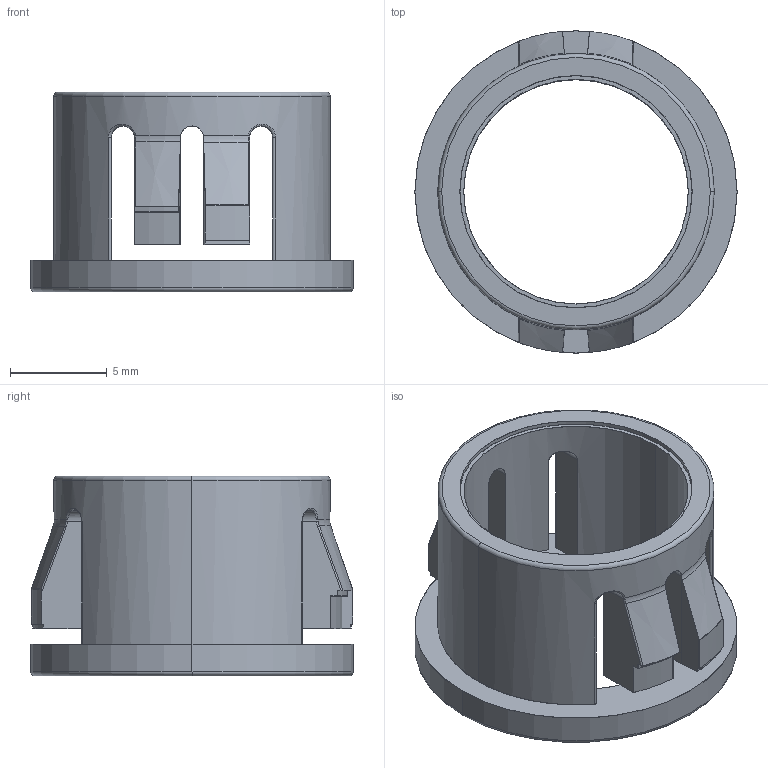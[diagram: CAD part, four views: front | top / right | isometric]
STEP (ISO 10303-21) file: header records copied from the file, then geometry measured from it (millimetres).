
FILE_DESCRIPTION (( 'STEP AP203' ), '1' );
FILE_NAME ('2911-0014-0001.STEP', '2018-06-04T15:22:22', ( '' ), ( '' ), 'SwSTEP 2.0', 'SolidWorks 2016', '' );
FILE_SCHEMA (( 'CONFIG_CONTROL_DESIGN' ));
Length unit declared in the file: inch
Products named in the file (1): 2911-0014-0001
Bounding box: 16.67 x 16.67 x 10.32 mm (x, y, z)
Volume: 606.8 mm3; surface area: 1139 mm2
Topology: 1 solids, 1 shells, 313 faces, 742 edges, 403 vertices
Faces by surface type: cylinder 102, bspline 76, torus 53, sphere 42, plane 36, cone 4
Entity records: 10565 total; most frequent: CARTESIAN_POINT 4068, ORIENTED_EDGE 1386, DIRECTION 1330, EDGE_CURVE 693, AXIS2_PLACEMENT_3D 580, VERTEX_POINT 382, CIRCLE 342, EDGE_LOOP 319
